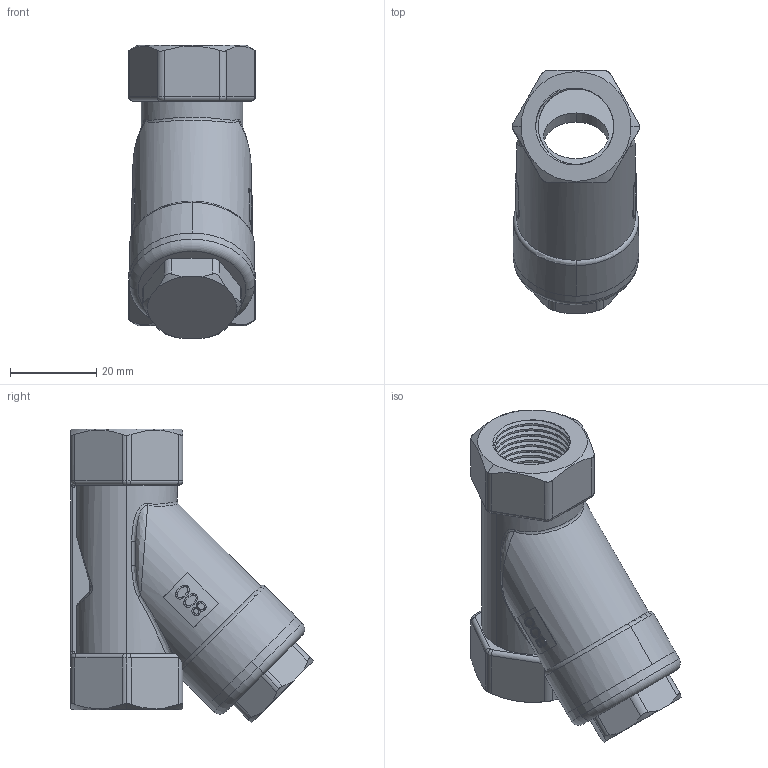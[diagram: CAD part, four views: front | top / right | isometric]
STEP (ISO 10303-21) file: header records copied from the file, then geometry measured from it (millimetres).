
FILE_DESCRIPTION (( 'STEP AP214' ), '1' );
FILE_NAME ('613 DN15.STEP', '2018-06-18T08:21:30', ( '' ), ( '' ), 'SwSTEP 2.0', 'SolidWorks 2015', '' );
FILE_SCHEMA (( 'AUTOMOTIVE_DESIGN' ));
Length unit declared in the file: millimetre
Products named in the file (4): ENG-024604___; ENG-024599___; ENG-024603___; 613 DN15
Assembly tree (3 placements, depth 2):
  613 DN15
    ENG-024603___
    ENG-024599___
    ENG-024604___
Bounding box: 29.4 x 56.26 x 68.06 mm (x, y, z)
Volume: 5139.7 mm3; surface area: 18254.2 mm2
Topology: 2 solids, 5 shells, 413 faces, 1084 edges, 696 vertices
Faces by surface type: cylinder 151, bspline 121, plane 92, torus 28, cone 21
Entity records: 28041 total; most frequent: CARTESIAN_POINT 19187, ORIENTED_EDGE 2148, DIRECTION 1339, EDGE_CURVE 1076, VERTEX_POINT 696, AXIS2_PLACEMENT_3D 515, EDGE_LOOP 448, ADVANCED_FACE 413
